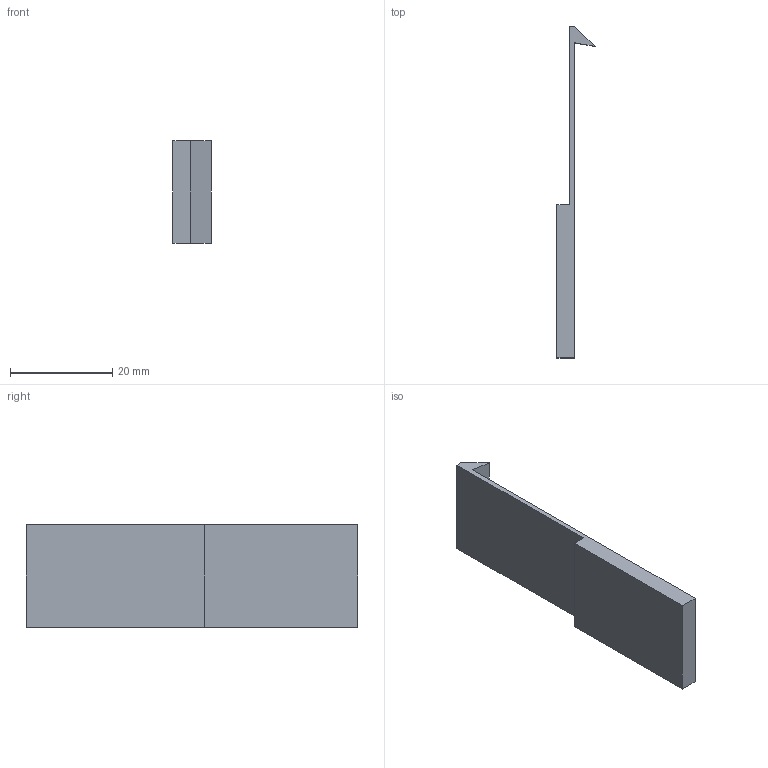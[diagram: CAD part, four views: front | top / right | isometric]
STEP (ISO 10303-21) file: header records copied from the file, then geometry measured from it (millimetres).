
FILE_DESCRIPTION(/* description */ (''),/* implementation_level */ '2;1');
FILE_NAME(/* name */ 'Fermaporte V2 v16.step',/* time_stamp */ '2024-07-22T11:17:31+02:00',/* author */ (''),/* organization */ (''),/* preprocessor_version */ 'ST-DEVELOPER v20',/* originating_system */ 'Autodesk Translation Framework v13.14.0.145',/* authorisation */ '');
FILE_SCHEMA (('AUTOMOTIVE_DESIGN { 1 0 10303 214 3 1 1 }'));
Length unit declared in the file: millimetre
Products named in the file (1): Fermaporte V2
Bounding box: 7.5 x 65 x 20 mm (x, y, z)
Volume: 2914.8 mm3; surface area: 3222.9 mm2
Topology: 1 solids, 1 shells, 53 faces, 144 edges, 96 vertices
Faces by surface type: plane 32, bspline 21
Entity records: 1881 total; most frequent: CARTESIAN_POINT 651, ORIENTED_EDGE 288, DIRECTION 168, EDGE_CURVE 144, LINE 102, VECTOR 102, VERTEX_POINT 96, EDGE_LOOP 56
